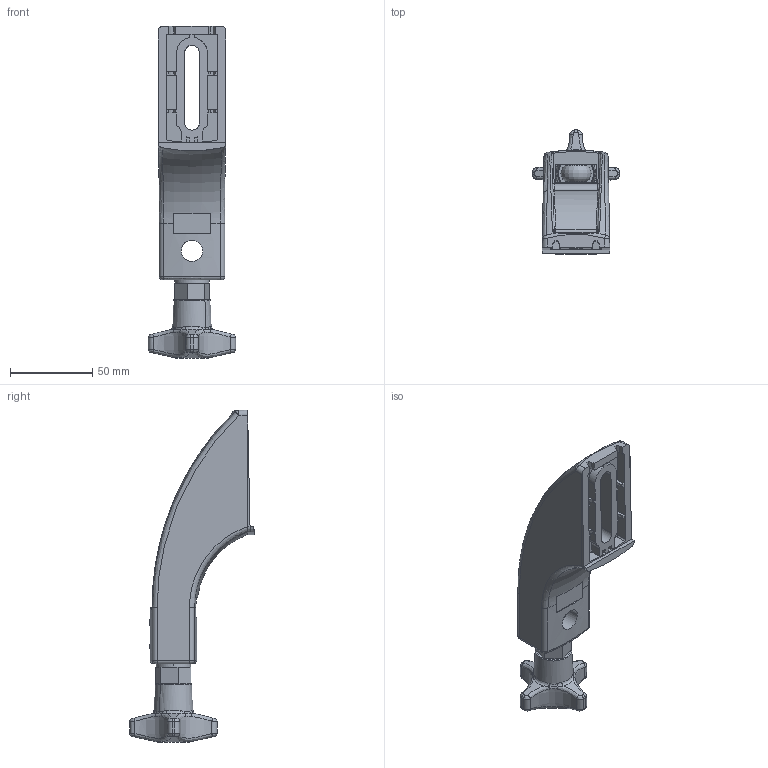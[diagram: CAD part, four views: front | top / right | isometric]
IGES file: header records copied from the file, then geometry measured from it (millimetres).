
Start section:  PTC IGES file: S010750710N.igs
Global section: file name: S010750710N.igs; native system: Pro/ENGINEER by Parametric Technology Corporation; preprocessor: 2010020; author: RCRU51; organization: Rex Nord Marbet spa; date: 20110420.091915; units: millimetre
Bounding box: 53 x 75.55 x 201.5 mm (x, y, z)
Volume: 115006.4 mm3; surface area: 42128.3 mm2
Topology: 1 solids, 1 shells, 301 faces, 774 edges, 472 vertices
Faces by surface type: bspline 198, revolution 97, extrusion 6
